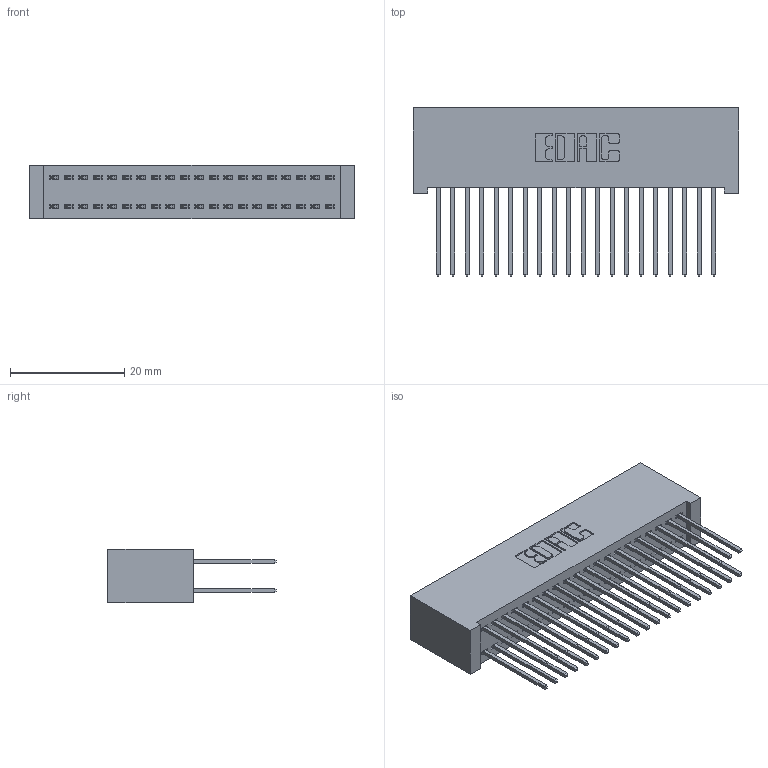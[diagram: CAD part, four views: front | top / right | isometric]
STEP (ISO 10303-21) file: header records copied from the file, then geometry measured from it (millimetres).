
FILE_DESCRIPTION (( 'STEP AP203' ), '1' );
FILE_NAME ('342-040-540-201.STEP', '2019-10-02T16:44:57', ( '' ), ( '' ), 'SwSTEP 2.0', 'SolidWorks 2016', '' );
FILE_SCHEMA (( 'CONFIG_CONTROL_DESIGN' ));
Length unit declared in the file: inch
Products named in the file (3): 342 Part_Lugless; 345-292-001_345-293-140; 342-040-540-201
Assembly tree (41 placements, depth 2):
  342-040-540-201
    342 Part_Lugless
    345-292-001_345-293-140  x40
Bounding box: 57.05 x 29.47 x 9.4 mm (x, y, z)
Volume: 5612.8 mm3; surface area: 9714.5 mm2
Topology: 41 solids, 41 shells, 2182 faces, 6475 edges, 4262 vertices
Faces by surface type: plane 1502, cylinder 680
Entity records: 15321 total; most frequent: CARTESIAN_POINT 2562, ORIENTED_EDGE 2498, DIRECTION 2221, EDGE_CURVE 1249, VECTOR 1129, LINE 1129, VERTEX_POINT 830, AXIS2_PLACEMENT_3D 546
